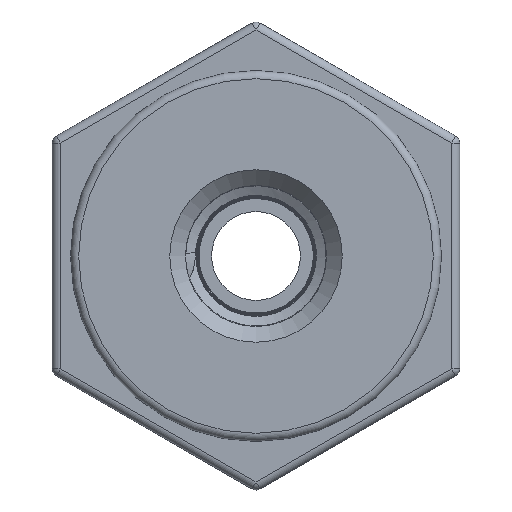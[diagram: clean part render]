
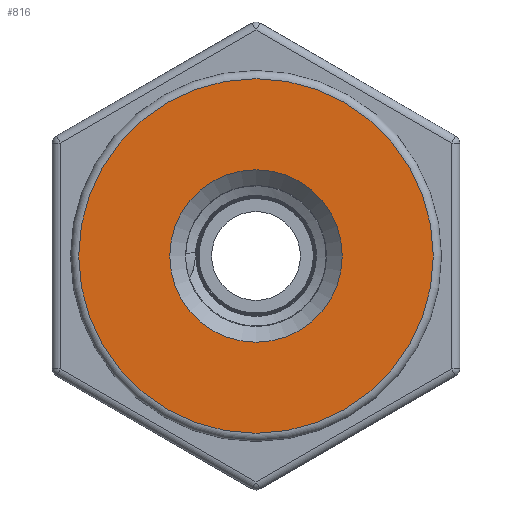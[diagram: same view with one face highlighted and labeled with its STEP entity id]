
A CAD part, left-side view. The second image highlights one B-rep face of the part: STEP entity #816.
In plain terms, the highlighted planar face has unit normal (-1, 0, 0).
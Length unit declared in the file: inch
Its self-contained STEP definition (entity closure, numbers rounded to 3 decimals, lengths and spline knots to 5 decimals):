
#138=PLANE($,#888);
#184=FACE_BOUND($,#264,.T.);
#185=FACE_BOUND($,#265,.T.);
#264=EDGE_LOOP($,(#587));
#265=EDGE_LOOP($,(#588));
#337=CIRCLE($,#886,0.67875);
#339=CIRCLE($,#889,0.33);
#396=VERTEX_POINT($,#1861);
#398=VERTEX_POINT($,#1866);
#465=EDGE_CURVE($,#396,#396,#337,.T.);
#467=EDGE_CURVE($,#398,#398,#339,.T.);
#587=ORIENTED_EDGE($,*,*,#467,.T.);
#588=ORIENTED_EDGE($,*,*,#465,.F.);
#816=ADVANCED_FACE($,(#184,#185),#138,.T.);
#886=AXIS2_PLACEMENT_3D($,#1862,#1007,#1008);
#888=AXIS2_PLACEMENT_3D($,#1865,#1011,#1012);
#889=AXIS2_PLACEMENT_3D($,#1867,#1013,#1014);
#1007=DIRECTION('center_axis',(1.,0.,0.));
#1008=DIRECTION('ref_axis',(0.,-1.,0.));
#1011=DIRECTION('center_axis',(-1.,0.,0.));
#1012=DIRECTION('ref_axis',(0.,0.,1.));
#1013=DIRECTION('center_axis',(1.,0.,0.));
#1014=DIRECTION('ref_axis',(0.,1.,0.));
#1861=CARTESIAN_POINT('',(0.,0.67875,0.));
#1862=CARTESIAN_POINT('Origin',(0.,0.,0.));
#1865=CARTESIAN_POINT('Origin',(0.,0.52,0.));
#1866=CARTESIAN_POINT('',(0.,0.33,0.));
#1867=CARTESIAN_POINT('Origin',(0.,0.,0.));
